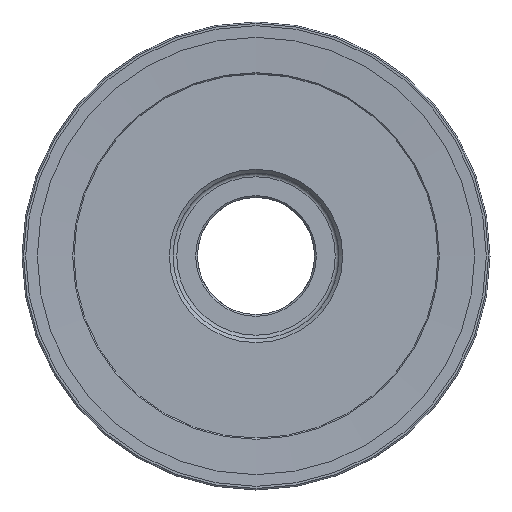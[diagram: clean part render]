
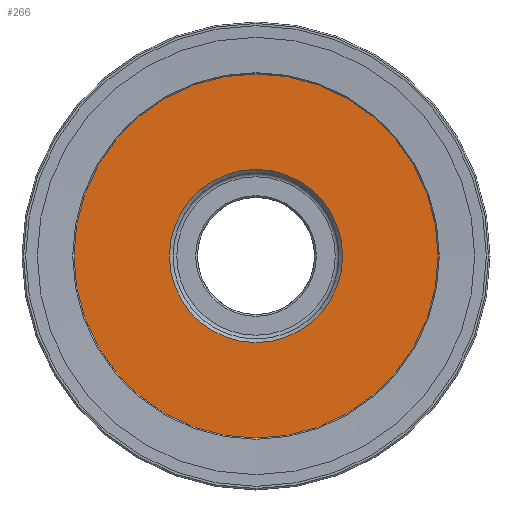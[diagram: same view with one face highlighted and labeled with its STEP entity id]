
A CAD part, left-side view. The second image highlights one B-rep face of the part: STEP entity #266.
In plain terms, the highlighted planar face has unit normal (-1, 0, 0).
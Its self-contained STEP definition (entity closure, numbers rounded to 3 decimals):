
#266=ADVANCED_FACE('',(#357,#358),#340,.T.);
#340=PLANE('',#1077);
#357=FACE_BOUND('',#457,.T.);
#358=FACE_BOUND('',#458,.T.);
#457=EDGE_LOOP('',(#581));
#458=EDGE_LOOP('',(#582));
#581=ORIENTED_EDGE('',*,*,#896,.T.);
#582=ORIENTED_EDGE('',*,*,#897,.T.);
#807=VERTEX_POINT('',#1468);
#808=VERTEX_POINT('',#1470);
#896=EDGE_CURVE('',#807,#807,#1009,.T.);
#897=EDGE_CURVE('',#808,#808,#1010,.T.);
#1009=CIRCLE('',#1075,23.5);
#1010=CIRCLE('',#1076,61.086);
#1075=AXIS2_PLACEMENT_3D('',#1467,#1190,#1191);
#1076=AXIS2_PLACEMENT_3D('',#1469,#1192,#1193);
#1077=AXIS2_PLACEMENT_3D('',#1471,#1194,#1195);
#1190=DIRECTION('',(1.,0.,0.));
#1191=DIRECTION('',(0.,0.,1.));
#1192=DIRECTION('',(-1.,0.,0.));
#1193=DIRECTION('',(0.,0.,1.));
#1194=DIRECTION('',(-1.,0.,0.));
#1195=DIRECTION('',(0.,0.,1.));
#1467=CARTESIAN_POINT('',(0.916,0.,0.));
#1468=CARTESIAN_POINT('',(0.916,0.,23.5));
#1469=CARTESIAN_POINT('',(0.916,0.,0.));
#1470=CARTESIAN_POINT('',(0.916,0.,61.086));
#1471=CARTESIAN_POINT('',(0.916,45.503,0.));
